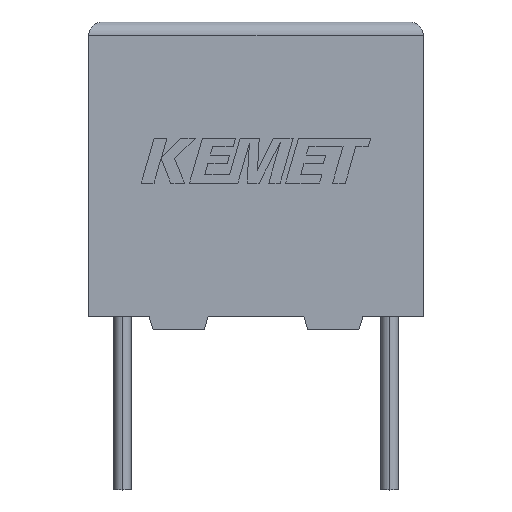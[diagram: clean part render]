
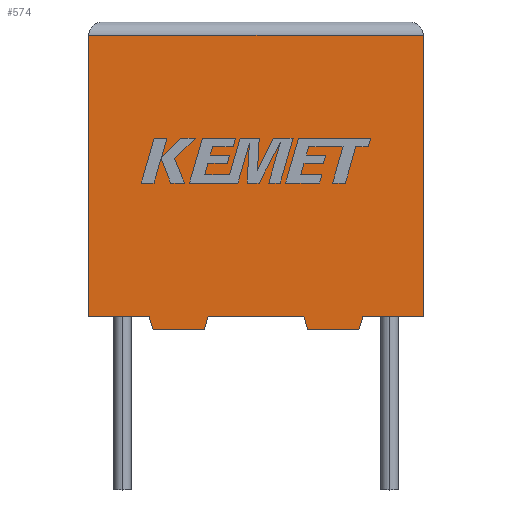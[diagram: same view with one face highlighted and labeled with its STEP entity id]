
A CAD part, top view. The second image highlights one B-rep face of the part: STEP entity #574.
In plain terms, the highlighted planar face has unit normal (0, 0, 1).
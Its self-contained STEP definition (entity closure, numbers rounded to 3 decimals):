
#3 = VERTEX_POINT ( 'NONE', #403 ) ;
#11 = ORIENTED_EDGE ( 'NONE', *, *, #959, .T. ) ;
#35 = CARTESIAN_POINT ( 'NONE',  ( 10.25, 0., 5.5 ) ) ;
#82 = LINE ( 'NONE', #1012, #1961 ) ;
#130 = VECTOR ( 'NONE', #497, 1000. ) ;
#194 = EDGE_CURVE ( 'NONE', #967, #2730, #1281, .T. ) ;
#202 = AXIS2_PLACEMENT_3D ( 'NONE', #363, #2680, #1420 ) ;
#218 = CARTESIAN_POINT ( 'NONE',  ( 0., 0., 5.5 ) ) ;
#235 = ORIENTED_EDGE ( 'NONE', *, *, #1758, .T. ) ;
#254 = CARTESIAN_POINT ( 'NONE',  ( 2.4, -0.5, 5.5 ) ) ;
#267 = CARTESIAN_POINT ( 'NONE',  ( 12.5, 0., 5.5 ) ) ;
#273 = EDGE_CURVE ( 'NONE', #2730, #2375, #82, .T. ) ;
#275 = CARTESIAN_POINT ( 'NONE',  ( 8.188, -0.5, 5.5 ) ) ;
#286 = ORIENTED_EDGE ( 'NONE', *, *, #619, .T. ) ;
#335 = VERTEX_POINT ( 'NONE', #526 ) ;
#363 = CARTESIAN_POINT ( 'NONE',  ( 0., 0., 5.5 ) ) ;
#389 = VERTEX_POINT ( 'NONE', #2045 ) ;
#403 = CARTESIAN_POINT ( 'NONE',  ( 2.25, 0., 5.5 ) ) ;
#478 = EDGE_CURVE ( 'NONE', #1475, #524, #787, .T. ) ;
#485 = DIRECTION ( 'NONE',  ( 0.287, 0.958, 0. ) ) ;
#497 = DIRECTION ( 'NONE',  ( 1., 0., 0. ) ) ;
#524 = VERTEX_POINT ( 'NONE', #1836 ) ;
#526 = CARTESIAN_POINT ( 'NONE',  ( 10.1, -0.5, 5.5 ) ) ;
#554 = LINE ( 'NONE', #218, #1736 ) ;
#561 = ORIENTED_EDGE ( 'NONE', *, *, #478, .T. ) ;
#574 = ADVANCED_FACE ( 'NONE', ( #2012 ), #3186, .F. ) ;
#603 = VERTEX_POINT ( 'NONE', #842 ) ;
#614 = CARTESIAN_POINT ( 'NONE',  ( 2.25, 0., 5.5 ) ) ;
#619 = EDGE_CURVE ( 'NONE', #2375, #603, #554, .T. ) ;
#620 = CARTESIAN_POINT ( 'NONE',  ( 4.313, -0.5, 5.5 ) ) ;
#782 = CARTESIAN_POINT ( 'NONE',  ( 0., 0., 5.5 ) ) ;
#787 = LINE ( 'NONE', #2063, #2723 ) ;
#842 = CARTESIAN_POINT ( 'NONE',  ( 8.037, 0., 5.5 ) ) ;
#907 = CARTESIAN_POINT ( 'NONE',  ( 0., 10.5, 5.5 ) ) ;
#923 = CARTESIAN_POINT ( 'NONE',  ( 4.463, 0., 5.5 ) ) ;
#959 = EDGE_CURVE ( 'NONE', #2929, #3, #1098, .T. ) ;
#967 = VERTEX_POINT ( 'NONE', #254 ) ;
#981 = ORIENTED_EDGE ( 'NONE', *, *, #1290, .T. ) ;
#1012 = CARTESIAN_POINT ( 'NONE',  ( 4.313, -0.5, 5.5 ) ) ;
#1017 = VECTOR ( 'NONE', #1777, 1000. ) ;
#1028 = ORIENTED_EDGE ( 'NONE', *, *, #1038, .F. ) ;
#1038 = EDGE_CURVE ( 'NONE', #335, #1869, #2040, .T. ) ;
#1098 = LINE ( 'NONE', #3014, #130 ) ;
#1177 = VECTOR ( 'NONE', #1215, 1000. ) ;
#1200 = ORIENTED_EDGE ( 'NONE', *, *, #1374, .T. ) ;
#1215 = DIRECTION ( 'NONE',  ( 1., 0., 0. ) ) ;
#1281 = LINE ( 'NONE', #2976, #1560 ) ;
#1290 = EDGE_CURVE ( 'NONE', #524, #389, #1801, .T. ) ;
#1374 = EDGE_CURVE ( 'NONE', #1739, #1475, #1838, .T. ) ;
#1420 = DIRECTION ( 'NONE',  ( -1., 0., 0. ) ) ;
#1464 = DIRECTION ( 'NONE',  ( -1., 0., 0. ) ) ;
#1473 = CARTESIAN_POINT ( 'NONE',  ( 10.1, -0.5, 5.5 ) ) ;
#1475 = VERTEX_POINT ( 'NONE', #267 ) ;
#1527 = EDGE_CURVE ( 'NONE', #389, #2929, #2873, .T. ) ;
#1545 = EDGE_CURVE ( 'NONE', #1739, #335, #2078, .T. ) ;
#1560 = VECTOR ( 'NONE', #3207, 1000. ) ;
#1563 = LINE ( 'NONE', #614, #2586 ) ;
#1601 = ORIENTED_EDGE ( 'NONE', *, *, #273, .T. ) ;
#1638 = DIRECTION ( 'NONE',  ( 0.287, -0.958, 0. ) ) ;
#1669 = CARTESIAN_POINT ( 'NONE',  ( 0., 0., 5.5 ) ) ;
#1736 = VECTOR ( 'NONE', #1963, 1000. ) ;
#1739 = VERTEX_POINT ( 'NONE', #1895 ) ;
#1745 = LINE ( 'NONE', #2100, #2329 ) ;
#1758 = EDGE_CURVE ( 'NONE', #3, #967, #1563, .T. ) ;
#1773 = DIRECTION ( 'NONE',  ( -1., 0., 0. ) ) ;
#1777 = DIRECTION ( 'NONE',  ( -0.287, -0.958, 0. ) ) ;
#1801 = LINE ( 'NONE', #907, #2584 ) ;
#1836 = CARTESIAN_POINT ( 'NONE',  ( 12.5, 10.5, 5.5 ) ) ;
#1838 = LINE ( 'NONE', #1669, #1177 ) ;
#1869 = VERTEX_POINT ( 'NONE', #275 ) ;
#1895 = CARTESIAN_POINT ( 'NONE',  ( 10.25, 0., 5.5 ) ) ;
#1961 = VECTOR ( 'NONE', #485, 1000. ) ;
#1963 = DIRECTION ( 'NONE',  ( 1., 0., 0. ) ) ;
#2012 = FACE_OUTER_BOUND ( 'NONE', #2053, .T. ) ;
#2040 = LINE ( 'NONE', #1473, #2794 ) ;
#2045 = CARTESIAN_POINT ( 'NONE',  ( 0., 10.5, 5.5 ) ) ;
#2049 = ORIENTED_EDGE ( 'NONE', *, *, #1545, .F. ) ;
#2053 = EDGE_LOOP ( 'NONE', ( #561, #981, #2746, #11, #235, #2364, #1601, #286, #2416, #1028, #2049, #1200 ) ) ;
#2063 = CARTESIAN_POINT ( 'NONE',  ( 12.5, 0., 5.5 ) ) ;
#2078 = LINE ( 'NONE', #35, #1017 ) ;
#2082 = DIRECTION ( 'NONE',  ( -0.287, 0.958, 0. ) ) ;
#2100 = CARTESIAN_POINT ( 'NONE',  ( 8.188, -0.5, 5.5 ) ) ;
#2243 = CARTESIAN_POINT ( 'NONE',  ( 0., 0., 5.5 ) ) ;
#2329 = VECTOR ( 'NONE', #2082, 1000. ) ;
#2364 = ORIENTED_EDGE ( 'NONE', *, *, #194, .T. ) ;
#2375 = VERTEX_POINT ( 'NONE', #923 ) ;
#2416 = ORIENTED_EDGE ( 'NONE', *, *, #3211, .F. ) ;
#2537 = DIRECTION ( 'NONE',  ( 0., -1., 0. ) ) ;
#2584 = VECTOR ( 'NONE', #1464, 1000. ) ;
#2586 = VECTOR ( 'NONE', #1638, 1000. ) ;
#2680 = DIRECTION ( 'NONE',  ( 0., 0., -1. ) ) ;
#2723 = VECTOR ( 'NONE', #2805, 1000. ) ;
#2730 = VERTEX_POINT ( 'NONE', #620 ) ;
#2746 = ORIENTED_EDGE ( 'NONE', *, *, #1527, .T. ) ;
#2794 = VECTOR ( 'NONE', #1773, 1000. ) ;
#2805 = DIRECTION ( 'NONE',  ( 0., 1., 0. ) ) ;
#2873 = LINE ( 'NONE', #782, #3105 ) ;
#2929 = VERTEX_POINT ( 'NONE', #2243 ) ;
#2976 = CARTESIAN_POINT ( 'NONE',  ( 2.4, -0.5, 5.5 ) ) ;
#3014 = CARTESIAN_POINT ( 'NONE',  ( 0., 0., 5.5 ) ) ;
#3105 = VECTOR ( 'NONE', #2537, 1000. ) ;
#3186 = PLANE ( 'NONE',  #202 ) ;
#3207 = DIRECTION ( 'NONE',  ( 1., 0., 0. ) ) ;
#3211 = EDGE_CURVE ( 'NONE', #1869, #603, #1745, .T. ) ;
